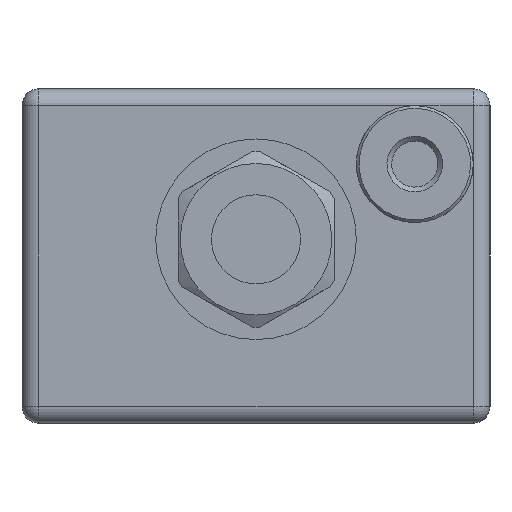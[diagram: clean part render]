
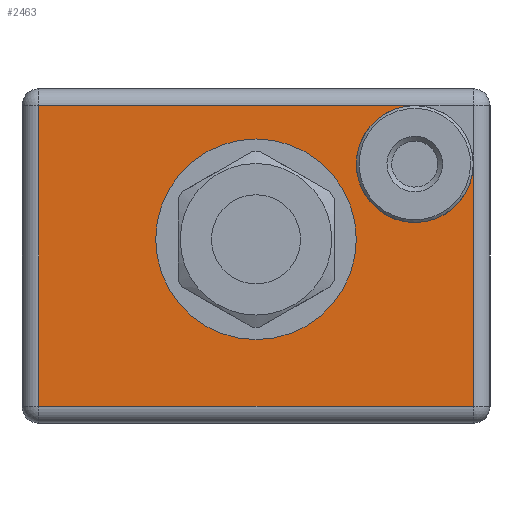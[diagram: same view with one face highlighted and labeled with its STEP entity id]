
A CAD part, left-side view. The second image highlights one B-rep face of the part: STEP entity #2463.
In plain terms, the highlighted planar face has unit normal (-1, 0, 0).
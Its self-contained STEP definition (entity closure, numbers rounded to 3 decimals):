
#30=FACE_BOUND('',#686,.T.);
#122=LINE('',#4111,#299);
#128=LINE('',#4135,#305);
#134=LINE('',#4145,#311);
#139=LINE('',#4153,#316);
#299=VECTOR('',#3207,10.);
#305=VECTOR('',#3235,10.);
#311=VECTOR('',#3245,10.);
#316=VECTOR('',#3254,10.);
#491=FACE_OUTER_BOUND('',#685,.T.);
#685=EDGE_LOOP('',(#1774,#1775,#1776,#1777,#1778,#1779));
#686=EDGE_LOOP('',(#1780,#1781));
#877=CIRCLE('',#2687,7.235);
#878=CIRCLE('',#2688,7.235);
#905=CIRCLE('',#2737,5.25);
#906=CIRCLE('',#2738,5.25);
#1065=VERTEX_POINT('',#4053);
#1066=VERTEX_POINT('',#4054);
#1071=VERTEX_POINT('',#4067);
#1080=VERTEX_POINT('',#4094);
#1084=VERTEX_POINT('',#4106);
#1091=VERTEX_POINT('',#4133);
#1093=VERTEX_POINT('',#4144);
#1095=VERTEX_POINT('',#4161);
#1269=EDGE_CURVE('',#1065,#1066,#877,.T.);
#1270=EDGE_CURVE('',#1066,#1065,#878,.T.);
#1297=EDGE_CURVE('',#1071,#1084,#122,.T.);
#1309=EDGE_CURVE('',#1091,#1080,#128,.T.);
#1315=EDGE_CURVE('',#1084,#1093,#134,.T.);
#1320=EDGE_CURVE('',#1080,#1071,#139,.T.);
#1325=EDGE_CURVE('',#1091,#1095,#905,.T.);
#1326=EDGE_CURVE('',#1095,#1093,#906,.T.);
#1774=ORIENTED_EDGE('',*,*,#1315,.F.);
#1775=ORIENTED_EDGE('',*,*,#1297,.F.);
#1776=ORIENTED_EDGE('',*,*,#1320,.F.);
#1777=ORIENTED_EDGE('',*,*,#1309,.F.);
#1778=ORIENTED_EDGE('',*,*,#1325,.T.);
#1779=ORIENTED_EDGE('',*,*,#1326,.T.);
#1780=ORIENTED_EDGE('',*,*,#1269,.T.);
#1781=ORIENTED_EDGE('',*,*,#1270,.T.);
#2292=PLANE('',#2736);
#2463=ADVANCED_FACE('',(#491,#30),#2292,.T.);
#2687=AXIS2_PLACEMENT_3D('',#4055,#3138,#3139);
#2688=AXIS2_PLACEMENT_3D('',#4056,#3140,#3141);
#2736=AXIS2_PLACEMENT_3D('',#4160,#3264,#3265);
#2737=AXIS2_PLACEMENT_3D('',#4162,#3266,#3267);
#2738=AXIS2_PLACEMENT_3D('',#4163,#3268,#3269);
#3138=DIRECTION('center_axis',(1.,0.,0.));
#3139=DIRECTION('ref_axis',(0.,0.,-1.));
#3140=DIRECTION('center_axis',(1.,0.,0.));
#3141=DIRECTION('ref_axis',(0.,0.,-1.));
#3207=DIRECTION('',(0.,0.,1.));
#3235=DIRECTION('',(0.,0.,-1.));
#3245=DIRECTION('',(0.,-1.,0.));
#3254=DIRECTION('',(0.,1.,0.));
#3264=DIRECTION('center_axis',(-1.,0.,0.));
#3265=DIRECTION('ref_axis',(0.,-1.,0.));
#3266=DIRECTION('center_axis',(1.,0.,0.));
#3267=DIRECTION('ref_axis',(0.,0.,1.));
#3268=DIRECTION('center_axis',(1.,0.,0.));
#3269=DIRECTION('ref_axis',(0.,0.,1.));
#4053=CARTESIAN_POINT('',(-27.982,1.992,9.86));
#4054=CARTESIAN_POINT('',(-27.982,1.992,-4.61));
#4055=CARTESIAN_POINT('Origin',(-27.982,1.992,2.625));
#4056=CARTESIAN_POINT('Origin',(-27.982,1.992,2.625));
#4067=CARTESIAN_POINT('',(-27.982,21.492,-12.375));
#4094=CARTESIAN_POINT('',(-27.982,-17.508,-12.375));
#4106=CARTESIAN_POINT('',(-27.982,21.492,14.625));
#4111=CARTESIAN_POINT('',(-27.982,21.492,-13.875));
#4133=CARTESIAN_POINT('',(-27.982,-17.508,9.375));
#4135=CARTESIAN_POINT('',(-27.982,-17.508,-13.875));
#4144=CARTESIAN_POINT('',(-27.982,-12.258,14.625));
#4145=CARTESIAN_POINT('',(-27.982,12.492,14.625));
#4153=CARTESIAN_POINT('',(-27.982,12.492,-12.375));
#4160=CARTESIAN_POINT('Origin',(-27.982,22.992,-13.875));
#4161=CARTESIAN_POINT('',(-27.982,-12.258,4.125));
#4162=CARTESIAN_POINT('Origin',(-27.982,-12.258,9.375));
#4163=CARTESIAN_POINT('Origin',(-27.982,-12.258,9.375));
